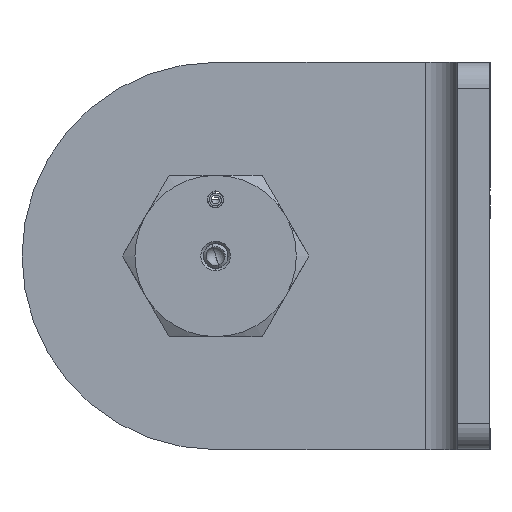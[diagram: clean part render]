
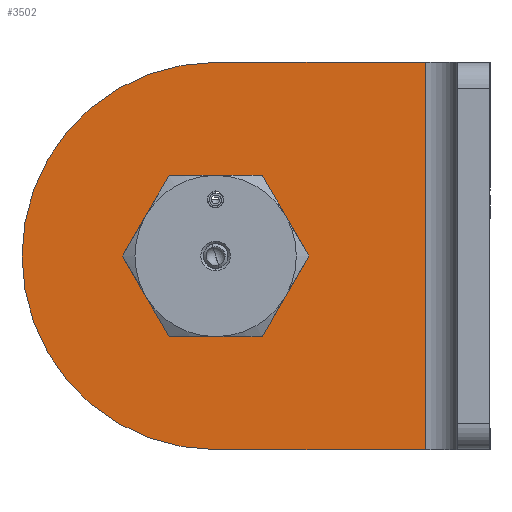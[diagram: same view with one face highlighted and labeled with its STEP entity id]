
A CAD part, left-side view. The second image highlights one B-rep face of the part: STEP entity #3502.
In plain terms, the highlighted planar face has unit normal (-1, 0, 0).
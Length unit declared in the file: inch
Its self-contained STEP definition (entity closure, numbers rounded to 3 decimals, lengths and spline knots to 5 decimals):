
#152 = VERTEX_POINT ( 'NONE', #9425 ) ;
#429 = CARTESIAN_POINT ( 'NONE',  ( -7.8205, -1.625, -1.5 ) ) ;
#438 = DIRECTION ( 'NONE',  ( 0., -1., 0. ) ) ;
#453 = CARTESIAN_POINT ( 'NONE',  ( -7.8205, -1.625, 1.5 ) ) ;
#521 = ORIENTED_EDGE ( 'NONE', *, *, #3709, .F. ) ;
#794 = DIRECTION ( 'NONE',  ( 0., 1., 0. ) ) ;
#820 = VERTEX_POINT ( 'NONE', #3890 ) ;
#1484 = CARTESIAN_POINT ( 'NONE',  ( -7.8205, 0., 0.438 ) ) ;
#1614 = CARTESIAN_POINT ( 'NONE',  ( -7.8205, -2.125, 1.5 ) ) ;
#1911 = CARTESIAN_POINT ( 'NONE',  ( -7.8205, 0., 0.5005 ) ) ;
#1958 = ORIENTED_EDGE ( 'NONE', *, *, #7150, .T. ) ;
#2186 = DIRECTION ( 'NONE',  ( -1., 0., 0. ) ) ;
#2359 = DIRECTION ( 'NONE',  ( 0., -1., 0. ) ) ;
#2413 = EDGE_CURVE ( 'NONE', #820, #152, #8361, .T. ) ;
#2509 = CARTESIAN_POINT ( 'NONE',  ( -7.8205, 0., 0. ) ) ;
#2525 = VERTEX_POINT ( 'NONE', #9032 ) ;
#2586 = DIRECTION ( 'NONE',  ( -1., 0., 0. ) ) ;
#2595 = EDGE_LOOP ( 'NONE', ( #5769, #1958, #7280, #8454, #5926 ) ) ;
#2836 = CARTESIAN_POINT ( 'NONE',  ( -7.8205, -0.06154, 0.44893 ) ) ;
#2922 = CIRCLE ( 'NONE', #5427, 1.5 ) ;
#3078 = CIRCLE ( 'NONE', #4673, 0.0625 ) ;
#3233 = VECTOR ( 'NONE', #794, 39.37008 ) ;
#3235 = CARTESIAN_POINT ( 'NONE',  ( -7.8205, -2.125, -1.5 ) ) ;
#3462 = CARTESIAN_POINT ( 'NONE',  ( -7.8205, 0., 0. ) ) ;
#3502 = ADVANCED_FACE ( 'NONE', ( #4819, #5530 ), #8843, .T. ) ;
#3709 = EDGE_CURVE ( 'NONE', #4792, #5416, #6352, .T. ) ;
#3817 = DIRECTION ( 'NONE',  ( 0., 0., -1. ) ) ;
#3832 = AXIS2_PLACEMENT_3D ( 'NONE', #8064, #7195, #4717 ) ;
#3890 = CARTESIAN_POINT ( 'NONE',  ( -7.8205, -1.625, 1.5 ) ) ;
#3942 = ORIENTED_EDGE ( 'NONE', *, *, #5319, .F. ) ;
#4295 = LINE ( 'NONE', #3235, #5257 ) ;
#4360 = DIRECTION ( 'NONE',  ( -1., 0., 0. ) ) ;
#4395 = EDGE_CURVE ( 'NONE', #820, #5993, #8041, .T. ) ;
#4552 = EDGE_CURVE ( 'NONE', #5416, #5361, #3078, .T. ) ;
#4673 = AXIS2_PLACEMENT_3D ( 'NONE', #1484, #2186, #2359 ) ;
#4717 = DIRECTION ( 'NONE',  ( 0., 0., 1. ) ) ;
#4792 = VERTEX_POINT ( 'NONE', #2836 ) ;
#4819 = FACE_BOUND ( 'NONE', #5161, .T. ) ;
#4909 = CARTESIAN_POINT ( 'NONE',  ( -7.8205, 0., -1.5 ) ) ;
#5161 = EDGE_LOOP ( 'NONE', ( #521, #3942, #10892 ) ) ;
#5255 = EDGE_CURVE ( 'NONE', #5993, #6875, #4295, .T. ) ;
#5257 = VECTOR ( 'NONE', #9338, 39.37008 ) ;
#5319 = EDGE_CURVE ( 'NONE', #5361, #4792, #10326, .T. ) ;
#5361 = VERTEX_POINT ( 'NONE', #8728 ) ;
#5416 = VERTEX_POINT ( 'NONE', #1911 ) ;
#5427 = AXIS2_PLACEMENT_3D ( 'NONE', #2509, #8153, #10015 ) ;
#5431 = AXIS2_PLACEMENT_3D ( 'NONE', #3462, #2586, #6662 ) ;
#5530 = FACE_OUTER_BOUND ( 'NONE', #2595, .T. ) ;
#5769 = ORIENTED_EDGE ( 'NONE', *, *, #9546, .T. ) ;
#5926 = ORIENTED_EDGE ( 'NONE', *, *, #2413, .T. ) ;
#5934 = CARTESIAN_POINT ( 'NONE',  ( -7.8205, 0., 0. ) ) ;
#5993 = VERTEX_POINT ( 'NONE', #429 ) ;
#6352 = CIRCLE ( 'NONE', #6717, 0.0625 ) ;
#6662 = DIRECTION ( 'NONE',  ( 0., 0., 1. ) ) ;
#6667 = VECTOR ( 'NONE', #3817, 39.37008 ) ;
#6717 = AXIS2_PLACEMENT_3D ( 'NONE', #8027, #8751, #438 ) ;
#6875 = VERTEX_POINT ( 'NONE', #4909 ) ;
#7150 = EDGE_CURVE ( 'NONE', #2525, #6875, #7962, .T. ) ;
#7195 = DIRECTION ( 'NONE',  ( -1., 0., 0. ) ) ;
#7280 = ORIENTED_EDGE ( 'NONE', *, *, #5255, .F. ) ;
#7455 = AXIS2_PLACEMENT_3D ( 'NONE', #5934, #4360, #7654 ) ;
#7654 = DIRECTION ( 'NONE',  ( 0., 0., 1. ) ) ;
#7962 = CIRCLE ( 'NONE', #7455, 1.5 ) ;
#8027 = CARTESIAN_POINT ( 'NONE',  ( -7.8205, 0., 0.438 ) ) ;
#8041 = LINE ( 'NONE', #453, #6667 ) ;
#8064 = CARTESIAN_POINT ( 'NONE',  ( -7.8205, -2.125, 1.5 ) ) ;
#8153 = DIRECTION ( 'NONE',  ( -1., 0., 0. ) ) ;
#8361 = LINE ( 'NONE', #1614, #3233 ) ;
#8454 = ORIENTED_EDGE ( 'NONE', *, *, #4395, .F. ) ;
#8728 = CARTESIAN_POINT ( 'NONE',  ( -7.8205, 0.06154, 0.44893 ) ) ;
#8751 = DIRECTION ( 'NONE',  ( -1., 0., 0. ) ) ;
#8843 = PLANE ( 'NONE',  #3832 ) ;
#9032 = CARTESIAN_POINT ( 'NONE',  ( -7.8205, 1.5, 0. ) ) ;
#9338 = DIRECTION ( 'NONE',  ( 0., 1., 0. ) ) ;
#9425 = CARTESIAN_POINT ( 'NONE',  ( -7.8205, 0., 1.5 ) ) ;
#9546 = EDGE_CURVE ( 'NONE', #152, #2525, #2922, .T. ) ;
#10015 = DIRECTION ( 'NONE',  ( 0., 0., 1. ) ) ;
#10326 = CIRCLE ( 'NONE', #5431, 0.45312 ) ;
#10892 = ORIENTED_EDGE ( 'NONE', *, *, #4552, .F. ) ;
